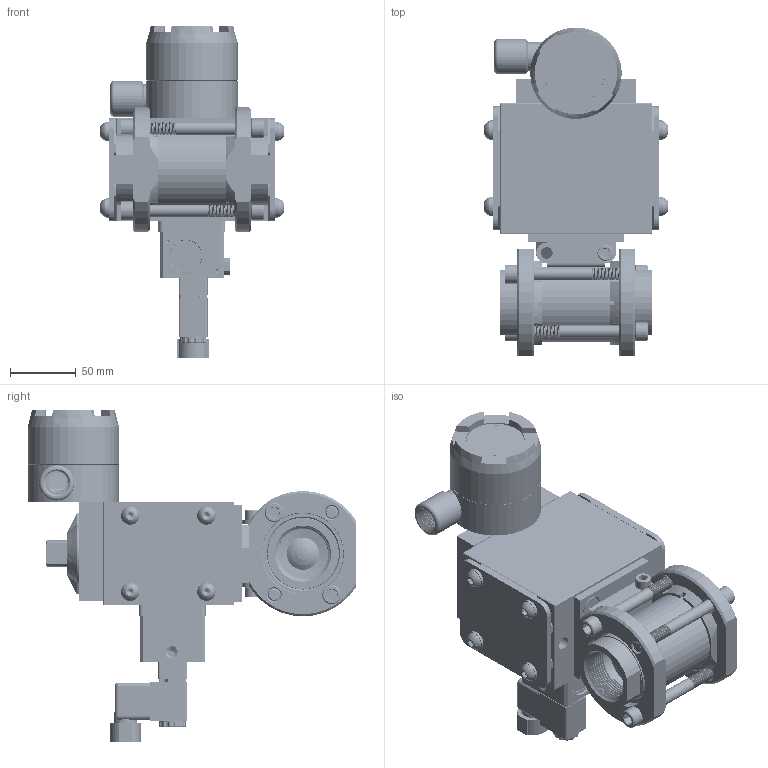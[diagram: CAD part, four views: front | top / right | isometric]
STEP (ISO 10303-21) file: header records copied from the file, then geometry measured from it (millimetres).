
FILE_DESCRIPTION (( 'STEP AP203' ), '1' );
FILE_NAME ('21XXSESA522DGPDCLS.step', '2018-04-12T12:15:57', ( '' ), ( '' ), 'SwSTEP 2.0', 'SolidWorks 2017', '' );
FILE_SCHEMA (( 'CONFIG_CONTROL_DESIGN' ));
Products named in the file (1): 21XXSESA522DGPDCLS
Bounding box: 139.51 x 249.71 x 252.17 mm (x, y, z)
Volume: 1290712 mm3; surface area: 435324.9 mm2
Topology: 66 solids, 66 shells, 3857 faces, 9906 edges, 6211 vertices
Faces by surface type: cylinder 1791, plane 981, cone 766, bspline 161, torus 136, sphere 22
Entity records: 200885 total; most frequent: CARTESIAN_POINT 111182, ORIENTED_EDGE 19556, DIRECTION 18244, EDGE_CURVE 9778, AXIS2_PLACEMENT_3D 7029, VERTEX_POINT 6207, EDGE_LOOP 4225, LINE 4186
